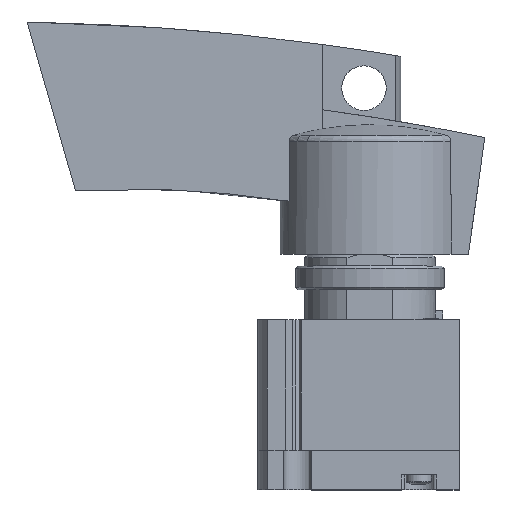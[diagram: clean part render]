
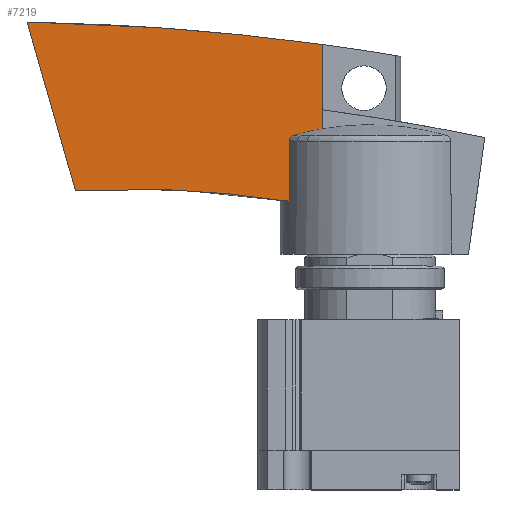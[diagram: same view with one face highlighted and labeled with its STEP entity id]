
A CAD part, top view. The second image highlights one B-rep face of the part: STEP entity #7219.
In plain terms, the highlighted planar face has unit normal (0.016, 0, 1).
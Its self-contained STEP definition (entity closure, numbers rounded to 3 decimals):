
#20=ELLIPSE('',#8603,170.022,170.);
#21=ELLIPSE('',#8606,422.056,422.);
#302=B_SPLINE_CURVE_WITH_KNOTS('',3,(#13054,#13055,#13056,#13057),
 .UNSPECIFIED.,.F.,.F.,(4,4),(0.,0.001),
 .UNSPECIFIED.);
#874=LINE('',#12949,#1495);
#890=LINE('',#13014,#1511);
#896=LINE('',#13038,#1517);
#900=LINE('',#13050,#1521);
#901=LINE('',#13053,#1522);
#1495=VECTOR('',#10412,1000.);
#1511=VECTOR('',#10446,1000.);
#1517=VECTOR('',#10466,1000.);
#1521=VECTOR('',#10478,1000.);
#1522=VECTOR('',#10481,1000.);
#3282=ORIENTED_EDGE('',*,*,#4586,.T.);
#3283=ORIENTED_EDGE('',*,*,#4587,.T.);
#3284=ORIENTED_EDGE('',*,*,#4570,.T.);
#3285=ORIENTED_EDGE('',*,*,#4588,.T.);
#3286=ORIENTED_EDGE('',*,*,#4589,.T.);
#3287=ORIENTED_EDGE('',*,*,#4584,.F.);
#3288=ORIENTED_EDGE('',*,*,#4581,.T.);
#3289=ORIENTED_EDGE('',*,*,#4546,.F.);
#3290=ORIENTED_EDGE('',*,*,#4590,.T.);
#4546=EDGE_CURVE('',#5324,#5325,#874,.T.);
#4570=EDGE_CURVE('',#5345,#5348,#890,.T.);
#4581=EDGE_CURVE('',#5356,#5325,#896,.T.);
#4584=EDGE_CURVE('',#5356,#5357,#20,.F.);
#4586=EDGE_CURVE('',#5358,#5359,#5669,.T.);
#4587=EDGE_CURVE('',#5359,#5345,#900,.T.);
#4588=EDGE_CURVE('',#5348,#5360,#21,.F.);
#4589=EDGE_CURVE('',#5360,#5357,#901,.T.);
#4590=EDGE_CURVE('',#5324,#5358,#302,.T.);
#5324=VERTEX_POINT('',#12948);
#5325=VERTEX_POINT('',#12950);
#5345=VERTEX_POINT('',#13008);
#5348=VERTEX_POINT('',#13013);
#5356=VERTEX_POINT('',#13039);
#5357=VERTEX_POINT('',#13044);
#5358=VERTEX_POINT('',#13048);
#5359=VERTEX_POINT('',#13049);
#5360=VERTEX_POINT('',#13052);
#5669=CIRCLE('',#8605,46.567);
#6100=EDGE_LOOP('',(#3282,#3283,#3284,#3285,#3286,#3287,#3288,#3289,#3290));
#6583=FACE_BOUND('',#6100,.T.);
#6842=PLANE('',#8604);
#7219=ADVANCED_FACE('',(#6583),#6842,.F.);
#8603=AXIS2_PLACEMENT_3D('',#13043,#10471,#10472);
#8604=AXIS2_PLACEMENT_3D('',#13046,#10474,#10475);
#8605=AXIS2_PLACEMENT_3D('',#13047,#10476,#10477);
#8606=AXIS2_PLACEMENT_3D('',#13051,#10479,#10480);
#10412=DIRECTION('',(0.,-1.,0.));
#10446=DIRECTION('',(0.,1.,0.));
#10466=DIRECTION('',(1.,0.,-0.016));
#10471=DIRECTION('',(-0.016,0.,-1.));
#10472=DIRECTION('',(1.,0.,-0.016));
#10474=DIRECTION('',(-0.016,0.,-1.));
#10475=DIRECTION('',(-1.,0.,0.016));
#10476=DIRECTION('',(-0.016,0.,-1.));
#10477=DIRECTION('',(-1.,0.,0.016));
#10478=DIRECTION('',(0.,1.,0.));
#10479=DIRECTION('',(-0.016,0.,-1.));
#10480=DIRECTION('',(1.,0.,-0.016));
#10481=DIRECTION('',(0.276,-0.961,-0.004));
#12948=CARTESIAN_POINT('',(-13.589,18.986,6.585));
#12949=CARTESIAN_POINT('',(-13.589,0.,6.585));
#12950=CARTESIAN_POINT('',(-13.589,9.,6.585));
#13008=CARTESIAN_POINT('',(-8.,24.26,6.494));
#13013=CARTESIAN_POINT('',(-8.,35.224,6.494));
#13014=CARTESIAN_POINT('',(-8.,40.,6.494));
#13038=CARTESIAN_POINT('',(-57.6,9.,7.3));
#13039=CARTESIAN_POINT('',(-14.75,9.,6.603));
#13043=CARTESIAN_POINT('',(-40.384,-159.056,7.02));
#13044=CARTESIAN_POINT('',(-49.485,10.7,7.168));
#13046=CARTESIAN_POINT('',(-57.6,40.,7.3));
#13047=CARTESIAN_POINT('',(0.103,-24.8,6.362));
#13048=CARTESIAN_POINT('',(-12.82,19.938,6.572));
#13049=CARTESIAN_POINT('',(-8.,21.057,6.494));
#13050=CARTESIAN_POINT('',(-8.,40.,6.494));
#13051=CARTESIAN_POINT('',(-64.781,-382.939,7.417));
#13052=CARTESIAN_POINT('',(-57.6,39.,7.3));
#13053=CARTESIAN_POINT('',(-57.865,39.924,7.304));
#13054=CARTESIAN_POINT('',(-13.589,18.986,6.585));
#13055=CARTESIAN_POINT('',(-13.589,19.428,6.585));
#13056=CARTESIAN_POINT('',(-13.244,19.815,6.579));
#13057=CARTESIAN_POINT('',(-12.82,19.938,6.572));
